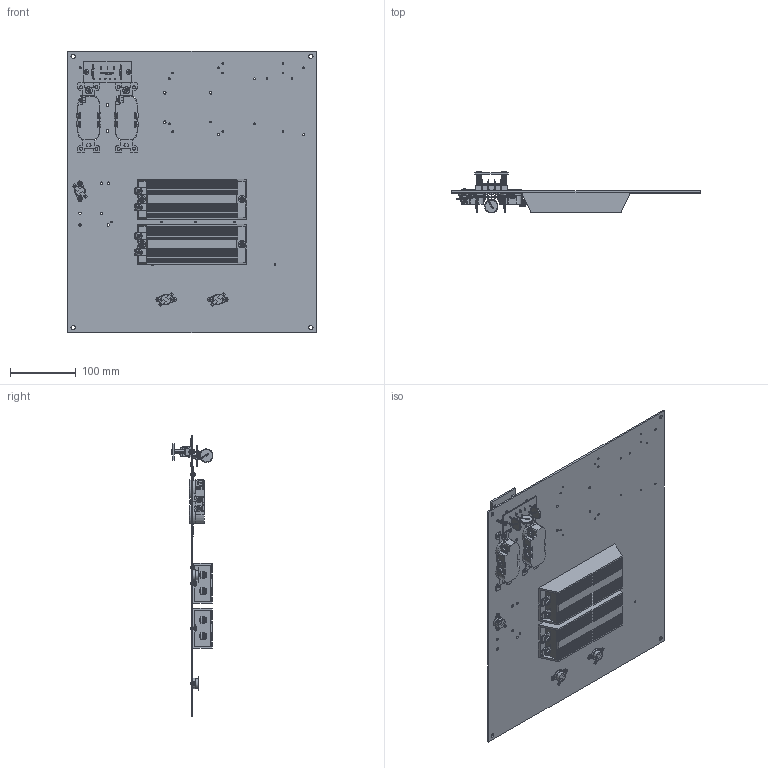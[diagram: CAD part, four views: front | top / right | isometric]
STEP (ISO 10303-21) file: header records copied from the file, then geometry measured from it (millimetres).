
FILE_DESCRIPTION (( 'STEP AP214' ), '1' );
FILE_NAME ('TEF18-RP1HF-1_3D.STEP', '2020-04-15T17:08:30', ( '' ), ( '' ), 'SwSTEP 2.0', 'SolidWorks 2018', '' );
FILE_SCHEMA (( 'AUTOMOTIVE_DESIGN' ));
Length unit declared in the file: inch
Products named in the file (21): XFS-0017; XF797-02; XMH-0010; XFN-0013; XCTB-0002; XF685-01; XFS-0031; XMH-0006; TEF18-RP1HF-1_3D; XMH-0005; XFW-0004; XHIC-HTR110; XFS-0012; XFW-0009; XFN-0022; X-ASSY-HYP285-1; XERZ-V20D241; X-PCB-HYP285; XLBL-F704-UL_With Actual Text; 1AW05-083_With Actual Text; 1AW05-082_With Actual Text
Assembly tree (47 placements, depth 3):
  TEF18-RP1HF-1_3D
    XF685-01
    XCTB-0002
    XFN-0013  x2
    XMH-0010  x2
    XF797-02
    XFS-0017  x11
    1AW05-082_With Actual Text
    1AW05-083_With Actual Text
    XLBL-F704-UL_With Actual Text
    X-ASSY-HYP285-1
      X-PCB-HYP285
      XERZ-V20D241  x3
    XFN-0022  x2
    XFW-0009  x2
    XFS-0012  x2
    XHIC-HTR110  x2
    XFW-0004  x4
    XMH-0005
    XMH-0006  x2
    XFS-0031  x6
Bounding box: 377.82 x 63.77 x 428.62 mm (x, y, z)
Volume: 1023041.2 mm3; surface area: 455248.4 mm2
Topology: 46 solids, 46 shells, 3131 faces, 7893 edges, 5009 vertices
Faces by surface type: plane 1672, cylinder 570, cone 401, bspline 328, torus 130, sphere 30
Full cylindrical faces by diameter (mm): 1.102 x1, 1.27 x6, 1.397 x6, 1.778 x6, 2.02 x16, 2.705 x44, 2.845 x14, 3.175 x6, 3.429 x2, 3.683 x2, 3.81 x13, 3.886 x8, 3.934 x1, 3.962 x2, 4.064 x2, 4.166 x4, 4.47 x2, 4.496 x2, 4.572 x8, 4.763 x2, 5.08 x4, 5.563 x2, 6.35 x6, 6.667 x3, 6.858 x17, 7.163 x3, 7.62 x3, 8.801 x4, 8.915 x8, 9.703 x4
Entity records: 88465 total; most frequent: CARTESIAN_POINT 28118, ORIENTED_EDGE 8990, DIRECTION 7863, EDGE_CURVE 4495, VERTEX_POINT 3064, LINE 2853, VECTOR 2853, AXIS2_PLACEMENT_3D 2505
